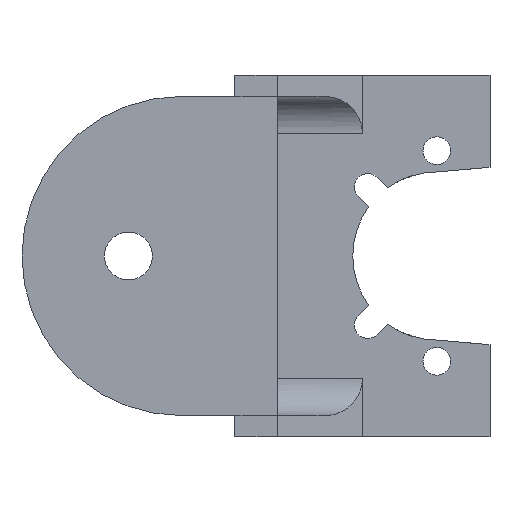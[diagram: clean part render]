
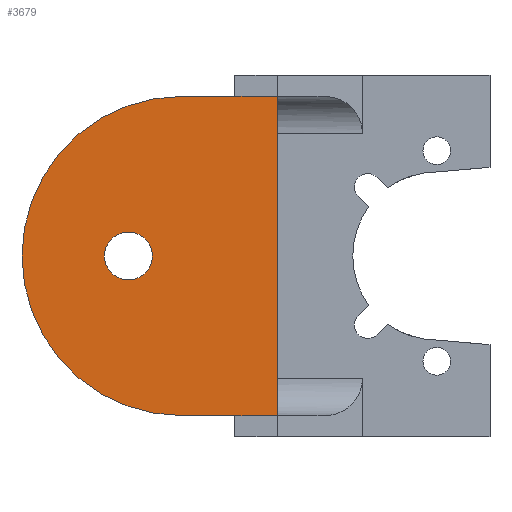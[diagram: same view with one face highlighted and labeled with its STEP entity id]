
A CAD part, front view. The second image highlights one B-rep face of the part: STEP entity #3679.
In plain terms, the highlighted planar face has unit normal (0, -1, 0).
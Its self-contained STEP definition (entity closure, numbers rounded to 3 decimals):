
#254 = CARTESIAN_POINT ( 'NONE',  ( 4., -4., 15. ) ) ;
#277 = CARTESIAN_POINT ( 'NONE',  ( 4., -4., 15. ) ) ;
#308 = CARTESIAN_POINT ( 'NONE',  ( -10., -4., -2.25 ) ) ;
#379 = ORIENTED_EDGE ( 'NONE', *, *, #4136, .F. ) ;
#482 = CARTESIAN_POINT ( 'NONE',  ( 4., -4., -15. ) ) ;
#503 = AXIS2_PLACEMENT_3D ( 'NONE', #3949, #2923, #1325 ) ;
#565 = ORIENTED_EDGE ( 'NONE', *, *, #3630, .T. ) ;
#596 = VERTEX_POINT ( 'NONE', #308 ) ;
#628 = VECTOR ( 'NONE', #4076, 1000. ) ;
#811 = DIRECTION ( 'NONE',  ( 0., 0., -1. ) ) ;
#857 = VERTEX_POINT ( 'NONE', #1684 ) ;
#882 = DIRECTION ( 'NONE',  ( -1., 0., 0. ) ) ;
#957 = ORIENTED_EDGE ( 'NONE', *, *, #1754, .F. ) ;
#1017 = LINE ( 'NONE', #277, #1357 ) ;
#1053 = ORIENTED_EDGE ( 'NONE', *, *, #2377, .F. ) ;
#1135 = DIRECTION ( 'NONE',  ( 0., -1., 0. ) ) ;
#1198 = ORIENTED_EDGE ( 'NONE', *, *, #2212, .T. ) ;
#1291 = CIRCLE ( 'NONE', #3724, 15. ) ;
#1325 = DIRECTION ( 'NONE',  ( 0., 0., -1. ) ) ;
#1357 = VECTOR ( 'NONE', #4313, 1000. ) ;
#1378 = VECTOR ( 'NONE', #1651, 1000. ) ;
#1422 = CARTESIAN_POINT ( 'NONE',  ( 4., -4., 15. ) ) ;
#1619 = CARTESIAN_POINT ( 'NONE',  ( -20., -4., 0. ) ) ;
#1651 = DIRECTION ( 'NONE',  ( 1., 0., 0. ) ) ;
#1667 = CARTESIAN_POINT ( 'NONE',  ( 4., -4., -15. ) ) ;
#1684 = CARTESIAN_POINT ( 'NONE',  ( -5., -4., -15. ) ) ;
#1743 = CARTESIAN_POINT ( 'NONE',  ( -10., -4., 0. ) ) ;
#1754 = EDGE_CURVE ( 'NONE', #2011, #2838, #1017, .T. ) ;
#1828 = DIRECTION ( 'NONE',  ( 0., -1., 0. ) ) ;
#2011 = VERTEX_POINT ( 'NONE', #254 ) ;
#2099 = CIRCLE ( 'NONE', #3996, 2.25 ) ;
#2206 = CARTESIAN_POINT ( 'NONE',  ( -10., -4., 2.25 ) ) ;
#2212 = EDGE_CURVE ( 'NONE', #2327, #857, #1291, .T. ) ;
#2285 = FACE_OUTER_BOUND ( 'NONE', #4114, .T. ) ;
#2327 = VERTEX_POINT ( 'NONE', #1619 ) ;
#2377 = EDGE_CURVE ( 'NONE', #4212, #596, #2401, .T. ) ;
#2401 = CIRCLE ( 'NONE', #503, 2.25 ) ;
#2414 = LINE ( 'NONE', #1422, #628 ) ;
#2802 = DIRECTION ( 'NONE',  ( 0., -1., 0. ) ) ;
#2838 = VERTEX_POINT ( 'NONE', #482 ) ;
#2858 = AXIS2_PLACEMENT_3D ( 'NONE', #3786, #1135, #3081 ) ;
#2862 = ORIENTED_EDGE ( 'NONE', *, *, #2948, .T. ) ;
#2923 = DIRECTION ( 'NONE',  ( 0., -1., 0. ) ) ;
#2948 = EDGE_CURVE ( 'NONE', #857, #2838, #3667, .T. ) ;
#3081 = DIRECTION ( 'NONE',  ( -1., 0., 0. ) ) ;
#3143 = VERTEX_POINT ( 'NONE', #3321 ) ;
#3182 = DIRECTION ( 'NONE',  ( 0., 1., 0. ) ) ;
#3228 = FACE_BOUND ( 'NONE', #3504, .T. ) ;
#3272 = PLANE ( 'NONE',  #3568 ) ;
#3321 = CARTESIAN_POINT ( 'NONE',  ( -5., -4., 15. ) ) ;
#3504 = EDGE_LOOP ( 'NONE', ( #4048, #1053 ) ) ;
#3564 = CARTESIAN_POINT ( 'NONE',  ( 4., -4., 15. ) ) ;
#3568 = AXIS2_PLACEMENT_3D ( 'NONE', #3564, #3182, #882 ) ;
#3630 = EDGE_CURVE ( 'NONE', #3143, #2327, #4129, .T. ) ;
#3667 = LINE ( 'NONE', #1667, #1378 ) ;
#3679 = ADVANCED_FACE ( 'NONE', ( #3228, #2285 ), #3272, .F. ) ;
#3724 = AXIS2_PLACEMENT_3D ( 'NONE', #3864, #2802, #4180 ) ;
#3786 = CARTESIAN_POINT ( 'NONE',  ( -5., -4., 0. ) ) ;
#3864 = CARTESIAN_POINT ( 'NONE',  ( -5., -4., 0. ) ) ;
#3949 = CARTESIAN_POINT ( 'NONE',  ( -10., -4., 0. ) ) ;
#3996 = AXIS2_PLACEMENT_3D ( 'NONE', #1743, #1828, #811 ) ;
#4005 = EDGE_CURVE ( 'NONE', #596, #4212, #2099, .T. ) ;
#4048 = ORIENTED_EDGE ( 'NONE', *, *, #4005, .F. ) ;
#4076 = DIRECTION ( 'NONE',  ( 1., 0., 0. ) ) ;
#4114 = EDGE_LOOP ( 'NONE', ( #379, #565, #1198, #2862, #957 ) ) ;
#4129 = CIRCLE ( 'NONE', #2858, 15. ) ;
#4136 = EDGE_CURVE ( 'NONE', #3143, #2011, #2414, .T. ) ;
#4180 = DIRECTION ( 'NONE',  ( -1., 0., 0. ) ) ;
#4212 = VERTEX_POINT ( 'NONE', #2206 ) ;
#4313 = DIRECTION ( 'NONE',  ( 0., 0., -1. ) ) ;
